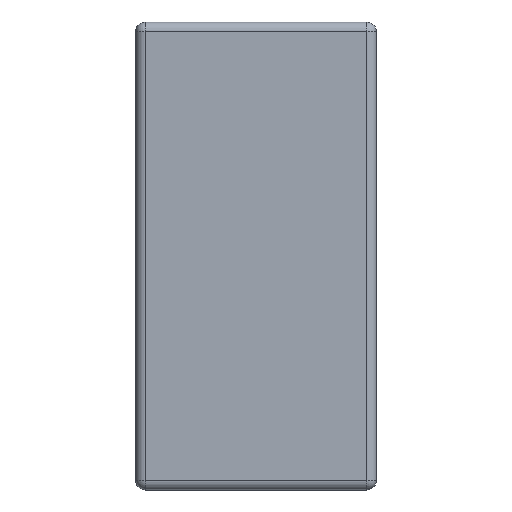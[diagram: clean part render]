
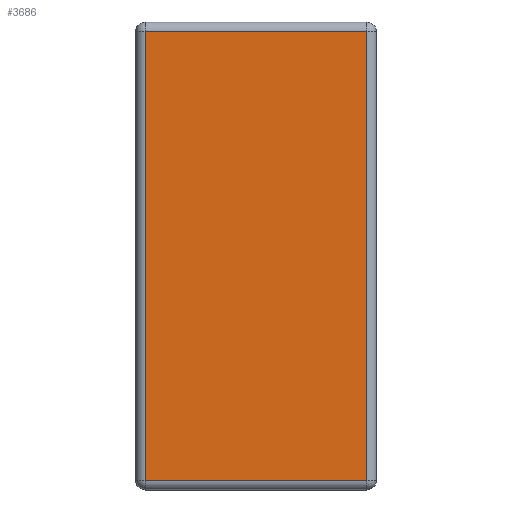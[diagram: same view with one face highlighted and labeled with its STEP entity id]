
A CAD part, left-side view. The second image highlights one B-rep face of the part: STEP entity #3686.
In plain terms, the highlighted planar face has unit normal (-1, 0, 0).
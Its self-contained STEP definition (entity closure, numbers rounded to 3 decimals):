
#157 = VECTOR ( 'NONE', #542, 1000. ) ;
#542 = DIRECTION ( 'NONE',  ( 0., 0., 1. ) ) ;
#657 = EDGE_CURVE ( 'NONE', #4432, #4421, #2875, .T. ) ;
#674 = VECTOR ( 'NONE', #3320, 1000. ) ;
#840 = EDGE_CURVE ( 'NONE', #3516, #4432, #4087, .T. ) ;
#848 = LINE ( 'NONE', #1503, #157 ) ;
#1013 = CARTESIAN_POINT ( 'NONE',  ( 0., 0.073, -0.073 ) ) ;
#1062 = EDGE_LOOP ( 'NONE', ( #3148, #1912, #2299, #1629 ) ) ;
#1313 = DIRECTION ( 'NONE',  ( 0., 1., 0. ) ) ;
#1348 = DIRECTION ( 'NONE',  ( -1., 0., 0. ) ) ;
#1503 = CARTESIAN_POINT ( 'NONE',  ( 0., 0.073, 0. ) ) ;
#1629 = ORIENTED_EDGE ( 'NONE', *, *, #657, .T. ) ;
#1670 = FACE_OUTER_BOUND ( 'NONE', #1062, .T. ) ;
#1912 = ORIENTED_EDGE ( 'NONE', *, *, #4490, .T. ) ;
#2012 = DIRECTION ( 'NONE',  ( 0., -1., 0. ) ) ;
#2056 = LINE ( 'NONE', #3460, #2750 ) ;
#2179 = AXIS2_PLACEMENT_3D ( 'NONE', #2327, #1348, #4489 ) ;
#2299 = ORIENTED_EDGE ( 'NONE', *, *, #840, .T. ) ;
#2327 = CARTESIAN_POINT ( 'NONE',  ( 0., 0., 0. ) ) ;
#2750 = VECTOR ( 'NONE', #2012, 1000. ) ;
#2875 = LINE ( 'NONE', #4370, #674 ) ;
#3148 = ORIENTED_EDGE ( 'NONE', *, *, #3550, .T. ) ;
#3157 = VECTOR ( 'NONE', #1313, 1000. ) ;
#3313 = CARTESIAN_POINT ( 'NONE',  ( 0., 0.073, -3.427 ) ) ;
#3320 = DIRECTION ( 'NONE',  ( 0., 0., -1. ) ) ;
#3460 = CARTESIAN_POINT ( 'NONE',  ( 0., 0., -3.427 ) ) ;
#3516 = VERTEX_POINT ( 'NONE', #1013 ) ;
#3539 = CARTESIAN_POINT ( 'NONE',  ( 0., 1.727, -3.427 ) ) ;
#3550 = EDGE_CURVE ( 'NONE', #4421, #3833, #2056, .T. ) ;
#3686 = ADVANCED_FACE ( 'NONE', ( #1670 ), #4152, .T. ) ;
#3774 = CARTESIAN_POINT ( 'NONE',  ( 0., 1.8, -0.073 ) ) ;
#3833 = VERTEX_POINT ( 'NONE', #3313 ) ;
#4087 = LINE ( 'NONE', #3774, #3157 ) ;
#4152 = PLANE ( 'NONE',  #2179 ) ;
#4166 = CARTESIAN_POINT ( 'NONE',  ( 0., 1.727, -0.073 ) ) ;
#4370 = CARTESIAN_POINT ( 'NONE',  ( 0., 1.727, -3.5 ) ) ;
#4421 = VERTEX_POINT ( 'NONE', #3539 ) ;
#4432 = VERTEX_POINT ( 'NONE', #4166 ) ;
#4489 = DIRECTION ( 'NONE',  ( 0., 0., 1. ) ) ;
#4490 = EDGE_CURVE ( 'NONE', #3833, #3516, #848, .T. ) ;
